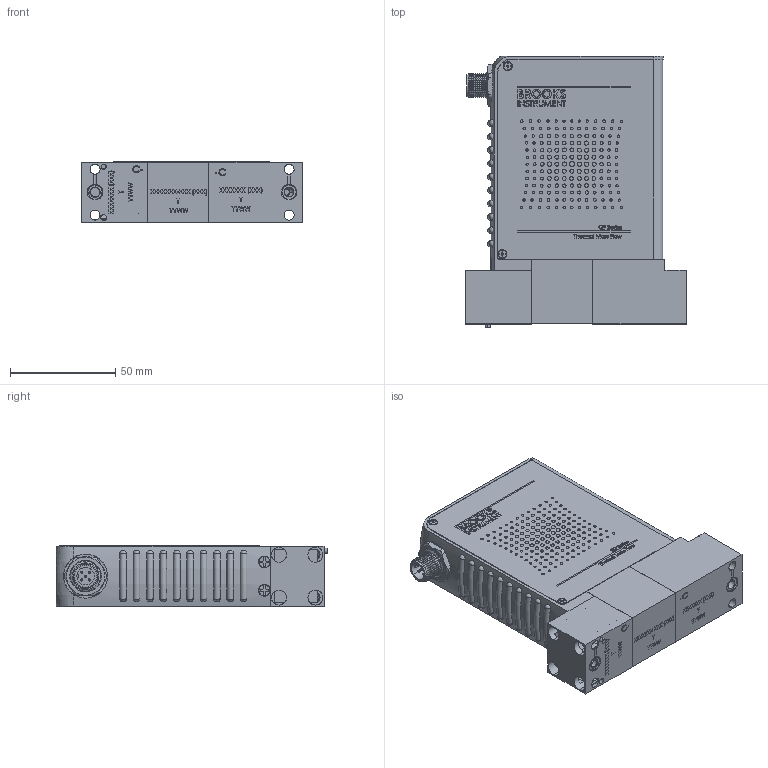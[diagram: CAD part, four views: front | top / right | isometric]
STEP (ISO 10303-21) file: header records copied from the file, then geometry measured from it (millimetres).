
FILE_DESCRIPTION (( 'STEP AP203' ), '1' );
FILE_NAME ('GF100-GF120-GF125-LX-DX.STEP', '2019-07-11T14:01:05', ( '' ), ( '' ), 'SwSTEP 2.0', 'SolidWorks 2019', '' );
FILE_SCHEMA (( 'CONFIG_CONTROL_DESIGN' ));
Products named in the file (1): GF100-GF120-GF125-LX-DX
Bounding box: 104.95 x 128.83 x 28.59 mm (x, y, z)
Volume: 51835.7 mm3; surface area: 76659 mm2
Topology: 63 solids, 63 shells, 2747 faces, 6905 edges, 4519 vertices
Faces by surface type: plane 1623, cylinder 610, bspline 294, cone 160, torus 53, sphere 7
Entity records: 99413 total; most frequent: CARTESIAN_POINT 34518, ORIENTED_EDGE 13764, DIRECTION 12409, EDGE_CURVE 6882, LINE 4635, VECTOR 4635, VERTEX_POINT 4507, AXIS2_PLACEMENT_3D 3887
